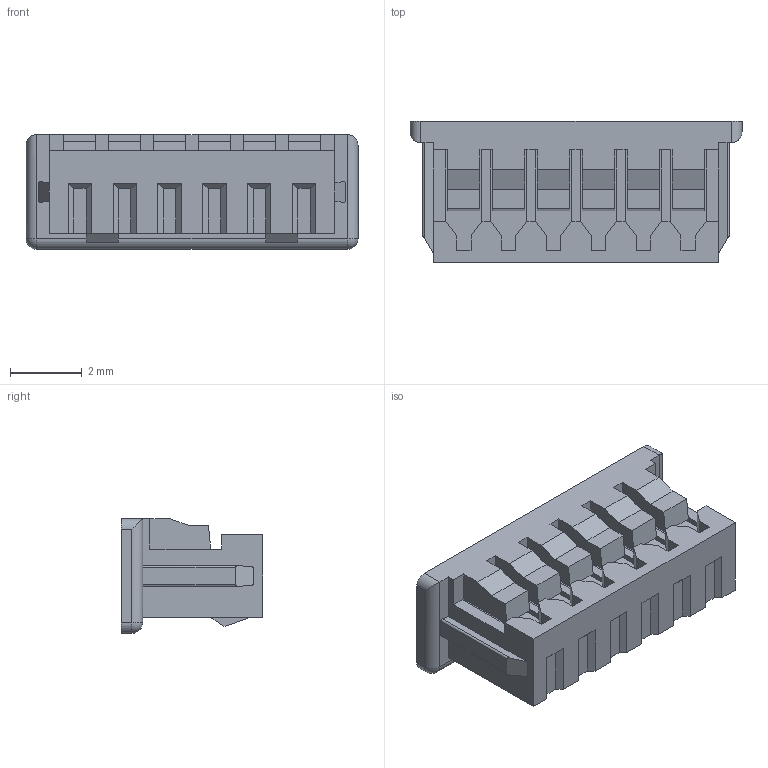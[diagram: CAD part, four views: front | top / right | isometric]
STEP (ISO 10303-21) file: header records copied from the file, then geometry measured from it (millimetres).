
FILE_DESCRIPTION((''),'2;1');
FILE_NAME('510210600','2016-08-16T',('rlalsangi'),(''),'PRO/ENGINEER BY PARAMETRIC TECHNOLOGY CORPORATION, 2012310','PRO/ENGINEER BY PARAMETRIC TECHNOLOGY CORPORATION, 2012310','');
FILE_SCHEMA(('CONFIG_CONTROL_DESIGN'));
Length unit declared in the file: millimetre
Products named in the file (1): 510210600
Bounding box: 9.25 x 3.95 x 3.2 mm (x, y, z)
Volume: 74.9 mm3; surface area: 196.9 mm2
Topology: 1 solids, 1 shells, 315 faces, 823 edges, 518 vertices
Faces by surface type: plane 302, cylinder 11, sphere 2
Entity records: 9425 total; most frequent: CARTESIAN_POINT 1697, ORIENTED_EDGE 1646, DIRECTION 1463, EDGE_CURVE 823, VECTOR 803, LINE 803, VERTEX_POINT 518, AXIS2_PLACEMENT_3D 330
